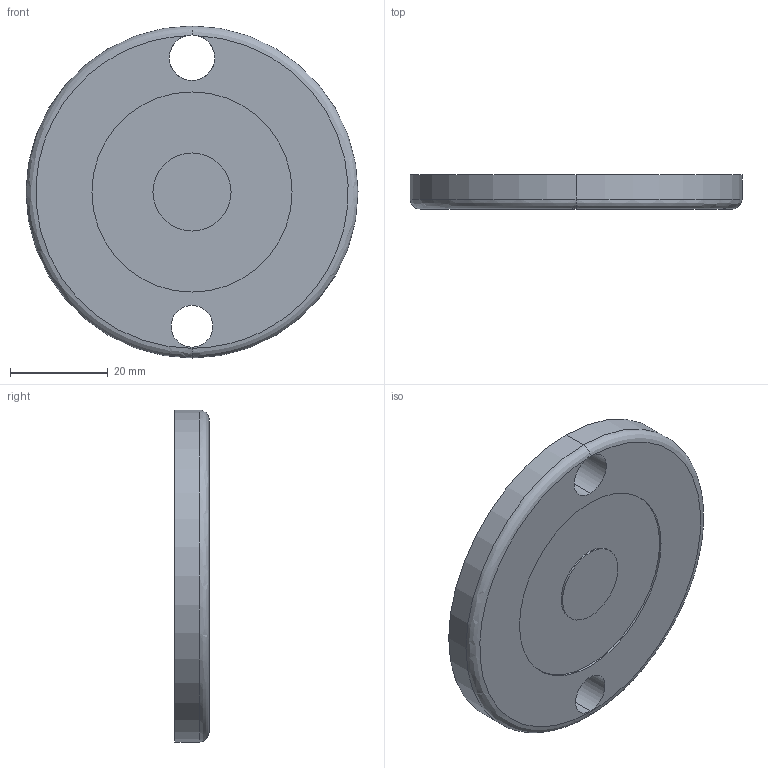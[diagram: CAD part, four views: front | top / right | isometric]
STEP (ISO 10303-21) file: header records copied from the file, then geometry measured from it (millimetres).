
FILE_DESCRIPTION (( 'STEP AP214' ), '1' );
FILE_NAME ('7410810', '2019-01-30T09:32:47', ( '' ), ('JUGARD+KÜNSTNER GmbH'), 'SwSTEP 2.0', 'SolidWorks 2017', '' );
FILE_SCHEMA (( 'AUTOMOTIVE_DESIGN' ));
Length unit declared in the file: millimetre
Products named in the file (1): 7410810
Bounding box: 68 x 7 x 68 mm (x, y, z)
Volume: 20501.7 mm3; surface area: 9251.7 mm2
Topology: 1 solids, 1 shells, 21 faces, 46 edges, 29 vertices
Faces by surface type: cylinder 12, plane 5, bspline 4
Entity records: 874 total; most frequent: CARTESIAN_POINT 371, DIRECTION 104, ORIENTED_EDGE 92, AXIS2_PLACEMENT_3D 46, EDGE_CURVE 46, VERTEX_POINT 29, CIRCLE 28, EDGE_LOOP 27
